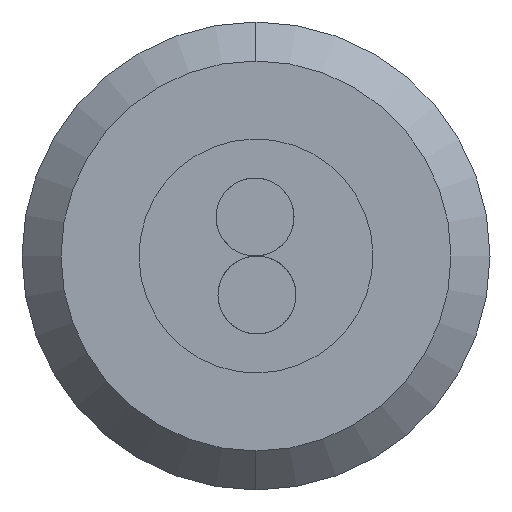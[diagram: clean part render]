
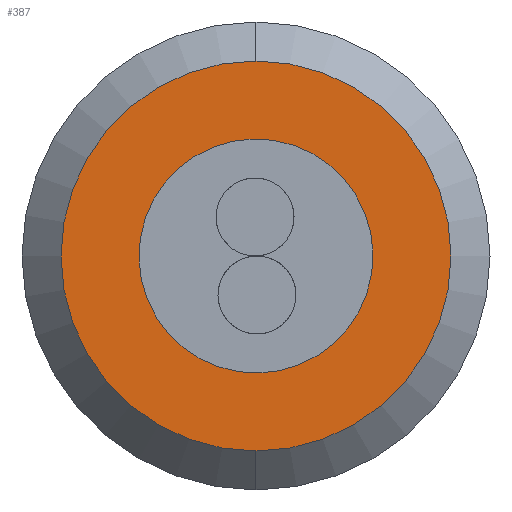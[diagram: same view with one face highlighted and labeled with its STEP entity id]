
A CAD part, left-side view. The second image highlights one B-rep face of the part: STEP entity #387.
In plain terms, the highlighted planar face has unit normal (-1, 0, 0).
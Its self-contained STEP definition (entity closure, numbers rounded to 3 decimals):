
#3 = CARTESIAN_POINT ( 'NONE',  ( -7.5, 0., -1.25 ) ) ;
#28 = DIRECTION ( 'NONE',  ( -1., 0., 0. ) ) ;
#32 = ORIENTED_EDGE ( 'NONE', *, *, #66, .F. ) ;
#41 = AXIS2_PLACEMENT_3D ( 'NONE', #824, #831, #84 ) ;
#43 = CARTESIAN_POINT ( 'NONE',  ( -7.5, 0., -0.251 ) ) ;
#66 = EDGE_CURVE ( 'NONE', #645, #568, #302, .T. ) ;
#68 = DIRECTION ( 'NONE',  ( 0., 0., 1. ) ) ;
#74 = PLANE ( 'NONE',  #41 ) ;
#81 = AXIS2_PLACEMENT_3D ( 'NONE', #338, #335, #181 ) ;
#84 = DIRECTION ( 'NONE',  ( 0., 0., -1. ) ) ;
#166 = CARTESIAN_POINT ( 'NONE',  ( -7.5, 0., -0.001 ) ) ;
#181 = DIRECTION ( 'NONE',  ( 0., 0., -1. ) ) ;
#195 = DIRECTION ( 'NONE',  ( 0., 0., 1. ) ) ;
#207 = EDGE_CURVE ( 'NONE', #385, #233, #822, .T. ) ;
#226 = CARTESIAN_POINT ( 'NONE',  ( -7.5, 0., -0.251 ) ) ;
#232 = AXIS2_PLACEMENT_3D ( 'NONE', #226, #713, #470 ) ;
#233 = VERTEX_POINT ( 'NONE', #306 ) ;
#302 = CIRCLE ( 'NONE', #780, 0.25 ) ;
#306 = CARTESIAN_POINT ( 'NONE',  ( -7.5, 0., -0.501 ) ) ;
#316 = FACE_BOUND ( 'NONE', #999, .T. ) ;
#335 = DIRECTION ( 'NONE',  ( -1., 0., 0. ) ) ;
#338 = CARTESIAN_POINT ( 'NONE',  ( -7.5, 0., 0. ) ) ;
#346 = EDGE_CURVE ( 'NONE', #568, #645, #901, .T. ) ;
#351 = VERTEX_POINT ( 'NONE', #729 ) ;
#357 = DIRECTION ( 'NONE',  ( -1., 0., 0. ) ) ;
#367 = EDGE_CURVE ( 'NONE', #707, #351, #653, .T. ) ;
#385 = VERTEX_POINT ( 'NONE', #166 ) ;
#387 = ADVANCED_FACE ( 'NONE', ( #441, #1012, #316 ), #74, .F. ) ;
#441 = FACE_OUTER_BOUND ( 'NONE', #732, .T. ) ;
#458 = ORIENTED_EDGE ( 'NONE', *, *, #851, .F. ) ;
#470 = DIRECTION ( 'NONE',  ( 0., 0., 1. ) ) ;
#541 = DIRECTION ( 'NONE',  ( 0., 0., 1. ) ) ;
#556 = CARTESIAN_POINT ( 'NONE',  ( -7.5, 0., 0.251 ) ) ;
#568 = VERTEX_POINT ( 'NONE', #773 ) ;
#581 = ORIENTED_EDGE ( 'NONE', *, *, #790, .T. ) ;
#611 = DIRECTION ( 'NONE',  ( 0., 0., -1. ) ) ;
#622 = DIRECTION ( 'NONE',  ( -1., 0., 0. ) ) ;
#645 = VERTEX_POINT ( 'NONE', #899 ) ;
#653 = CIRCLE ( 'NONE', #81, 1.25 ) ;
#668 = CARTESIAN_POINT ( 'NONE',  ( -7.5, 0., 0.251 ) ) ;
#707 = VERTEX_POINT ( 'NONE', #3 ) ;
#713 = DIRECTION ( 'NONE',  ( -1., 0., 0. ) ) ;
#726 = DIRECTION ( 'NONE',  ( -1., 0., 0. ) ) ;
#729 = CARTESIAN_POINT ( 'NONE',  ( -7.5, 0., 1.25 ) ) ;
#732 = EDGE_LOOP ( 'NONE', ( #1005, #581 ) ) ;
#740 = ORIENTED_EDGE ( 'NONE', *, *, #207, .F. ) ;
#766 = CARTESIAN_POINT ( 'NONE',  ( -7.5, 0., 0. ) ) ;
#773 = CARTESIAN_POINT ( 'NONE',  ( -7.5, 0., 0.501 ) ) ;
#780 = AXIS2_PLACEMENT_3D ( 'NONE', #668, #357, #195 ) ;
#784 = CIRCLE ( 'NONE', #844, 1.25 ) ;
#790 = EDGE_CURVE ( 'NONE', #351, #707, #784, .T. ) ;
#822 = CIRCLE ( 'NONE', #232, 0.25 ) ;
#824 = CARTESIAN_POINT ( 'NONE',  ( -7.5, 0., 0. ) ) ;
#831 = DIRECTION ( 'NONE',  ( 1., 0., 0. ) ) ;
#844 = AXIS2_PLACEMENT_3D ( 'NONE', #766, #28, #611 ) ;
#851 = EDGE_CURVE ( 'NONE', #233, #385, #884, .T. ) ;
#878 = AXIS2_PLACEMENT_3D ( 'NONE', #43, #622, #541 ) ;
#884 = CIRCLE ( 'NONE', #878, 0.25 ) ;
#899 = CARTESIAN_POINT ( 'NONE',  ( -7.5, 0., 0. ) ) ;
#901 = CIRCLE ( 'NONE', #934, 0.25 ) ;
#934 = AXIS2_PLACEMENT_3D ( 'NONE', #556, #726, #68 ) ;
#999 = EDGE_LOOP ( 'NONE', ( #1030, #32 ) ) ;
#1005 = ORIENTED_EDGE ( 'NONE', *, *, #367, .T. ) ;
#1012 = FACE_BOUND ( 'NONE', #1038, .T. ) ;
#1030 = ORIENTED_EDGE ( 'NONE', *, *, #346, .F. ) ;
#1038 = EDGE_LOOP ( 'NONE', ( #740, #458 ) ) ;
